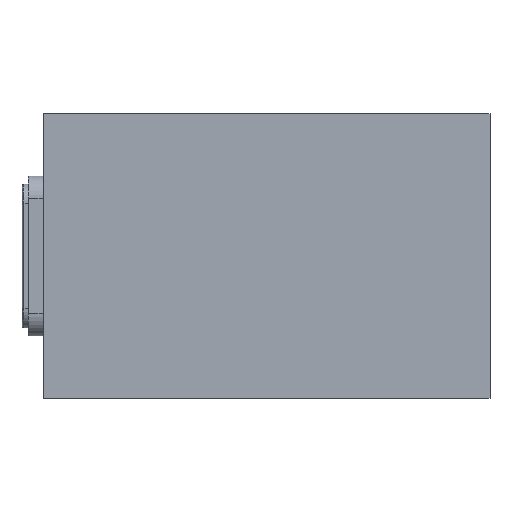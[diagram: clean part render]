
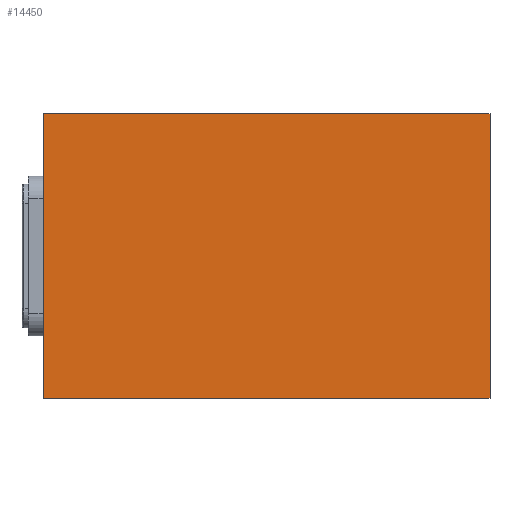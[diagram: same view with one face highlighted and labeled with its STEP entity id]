
A CAD part, front view. The second image highlights one B-rep face of the part: STEP entity #14450.
In plain terms, the highlighted planar face has unit normal (0, -1, 0).
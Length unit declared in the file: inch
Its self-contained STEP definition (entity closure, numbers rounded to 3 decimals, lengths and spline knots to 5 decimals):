
#194 = VECTOR ( 'NONE', #11531, 39.37008 ) ;
#1712 = LINE ( 'NONE', #3337, #12748 ) ;
#1758 = DIRECTION ( 'NONE',  ( 0., 0., 1. ) ) ;
#3073 = VECTOR ( 'NONE', #1758, 39.37008 ) ;
#3337 = CARTESIAN_POINT ( 'NONE',  ( -1.375, -0.44, -0.875 ) ) ;
#3347 = DIRECTION ( 'NONE',  ( 0., -1., 0. ) ) ;
#3655 = LINE ( 'NONE', #11405, #3073 ) ;
#3665 = ORIENTED_EDGE ( 'NONE', *, *, #21180, .T. ) ;
#5083 = EDGE_LOOP ( 'NONE', ( #23150, #16714, #3665, #9305 ) ) ;
#7260 = LINE ( 'NONE', #18647, #16000 ) ;
#7492 = LINE ( 'NONE', #14933, #194 ) ;
#7795 = VERTEX_POINT ( 'NONE', #9660 ) ;
#8549 = VERTEX_POINT ( 'NONE', #12580 ) ;
#8816 = CARTESIAN_POINT ( 'NONE',  ( -1.375, -0.44, 0.875 ) ) ;
#9228 = EDGE_CURVE ( 'NONE', #24385, #8549, #3655, .T. ) ;
#9305 = ORIENTED_EDGE ( 'NONE', *, *, #9228, .T. ) ;
#9660 = CARTESIAN_POINT ( 'NONE',  ( -1.375, -0.44, -0.875 ) ) ;
#11405 = CARTESIAN_POINT ( 'NONE',  ( 1.375, -0.44, -0.875 ) ) ;
#11531 = DIRECTION ( 'NONE',  ( 1., 0., 0. ) ) ;
#12580 = CARTESIAN_POINT ( 'NONE',  ( 1.375, -0.44, 0.875 ) ) ;
#12748 = VECTOR ( 'NONE', #13132, 39.37008 ) ;
#12963 = AXIS2_PLACEMENT_3D ( 'NONE', #24852, #3347, #18946 ) ;
#13132 = DIRECTION ( 'NONE',  ( 1., 0., 0. ) ) ;
#14255 = PLANE ( 'NONE',  #12963 ) ;
#14450 = ADVANCED_FACE ( 'NONE', ( #23854 ), #14255, .T. ) ;
#14933 = CARTESIAN_POINT ( 'NONE',  ( -1.375, -0.44, 0.875 ) ) ;
#16000 = VECTOR ( 'NONE', #19021, 39.37008 ) ;
#16714 = ORIENTED_EDGE ( 'NONE', *, *, #21751, .F. ) ;
#18647 = CARTESIAN_POINT ( 'NONE',  ( -1.375, -0.44, -0.875 ) ) ;
#18716 = EDGE_CURVE ( 'NONE', #20149, #8549, #7492, .T. ) ;
#18946 = DIRECTION ( 'NONE',  ( 0., 0., -1. ) ) ;
#19021 = DIRECTION ( 'NONE',  ( 0., 0., 1. ) ) ;
#20149 = VERTEX_POINT ( 'NONE', #8816 ) ;
#21180 = EDGE_CURVE ( 'NONE', #7795, #24385, #1712, .T. ) ;
#21284 = CARTESIAN_POINT ( 'NONE',  ( 1.375, -0.44, -0.875 ) ) ;
#21751 = EDGE_CURVE ( 'NONE', #7795, #20149, #7260, .T. ) ;
#23150 = ORIENTED_EDGE ( 'NONE', *, *, #18716, .F. ) ;
#23854 = FACE_OUTER_BOUND ( 'NONE', #5083, .T. ) ;
#24385 = VERTEX_POINT ( 'NONE', #21284 ) ;
#24852 = CARTESIAN_POINT ( 'NONE',  ( -1.375, -0.44, -0.875 ) ) ;
